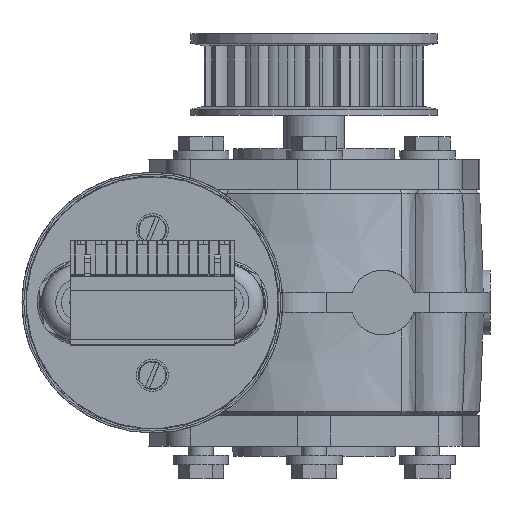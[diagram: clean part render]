
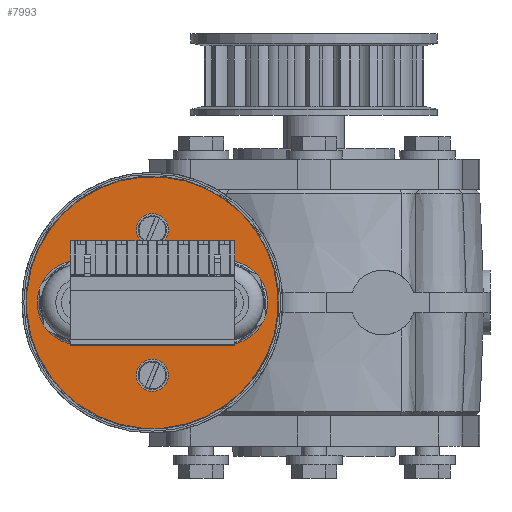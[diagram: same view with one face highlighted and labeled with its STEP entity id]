
A CAD part, left-side view. The second image highlights one B-rep face of the part: STEP entity #7993.
In plain terms, the highlighted planar face has unit normal (-1, 0, 0).
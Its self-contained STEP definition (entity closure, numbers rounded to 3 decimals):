
#6527=PLANE('',#24808);
#7993=ADVANCED_FACE('',(#12078,#12079,#12080,#12081,#12082),#6527,.F.);
#12078=FACE_BOUND('',#12477,.T.);
#12079=FACE_BOUND('',#12478,.T.);
#12080=FACE_BOUND('',#12479,.T.);
#12081=FACE_BOUND('',#12480,.T.);
#12082=FACE_BOUND('',#12481,.T.);
#12477=EDGE_LOOP('',(#13791));
#12478=EDGE_LOOP('',(#13792));
#12479=EDGE_LOOP('',(#13793));
#12480=EDGE_LOOP('',(#13794));
#12481=EDGE_LOOP('',(#13795));
#13791=ORIENTED_EDGE('',*,*,#20358,.F.);
#13792=ORIENTED_EDGE('',*,*,#20359,.F.);
#13793=ORIENTED_EDGE('',*,*,#20357,.T.);
#13794=ORIENTED_EDGE('',*,*,#20356,.T.);
#13795=ORIENTED_EDGE('',*,*,#20360,.T.);
#18699=VERTEX_POINT('',#31858);
#18700=VERTEX_POINT('',#31861);
#18701=VERTEX_POINT('',#31864);
#18702=VERTEX_POINT('',#31866);
#18703=VERTEX_POINT('',#31868);
#20356=EDGE_CURVE('',#18699,#18699,#22803,.T.);
#20357=EDGE_CURVE('',#18700,#18700,#22804,.T.);
#20358=EDGE_CURVE('',#18701,#18701,#22805,.T.);
#20359=EDGE_CURVE('',#18702,#18702,#22806,.T.);
#20360=EDGE_CURVE('',#18703,#18703,#22807,.T.);
#22803=CIRCLE('',#24801,4.);
#22804=CIRCLE('',#24803,4.);
#22805=CIRCLE('',#24805,10.5);
#22806=CIRCLE('',#24806,10.5);
#22807=CIRCLE('',#24807,31.151);
#24801=AXIS2_PLACEMENT_3D('',#31857,#26772,#26773);
#24803=AXIS2_PLACEMENT_3D('',#31860,#26776,#26777);
#24805=AXIS2_PLACEMENT_3D('',#31863,#26780,#26781);
#24806=AXIS2_PLACEMENT_3D('',#31865,#26782,#26783);
#24807=AXIS2_PLACEMENT_3D('',#31867,#26784,#26785);
#24808=AXIS2_PLACEMENT_3D('',#31869,#26786,#26787);
#26772=DIRECTION('',(1.,0.,0.));
#26773=DIRECTION('',(0.,0.,-1.));
#26776=DIRECTION('',(1.,0.,0.));
#26777=DIRECTION('',(0.,0.,1.));
#26780=DIRECTION('',(-1.,0.,0.));
#26781=DIRECTION('',(0.,-0.707,-0.707));
#26782=DIRECTION('',(-1.,0.,0.));
#26783=DIRECTION('',(0.,-0.707,-0.707));
#26784=DIRECTION('',(-1.,0.,0.));
#26785=DIRECTION('',(0.,-0.707,-0.707));
#26786=DIRECTION('',(1.,0.,0.));
#26787=DIRECTION('',(0.,1.,0.));
#31857=CARTESIAN_POINT('',(-230.,40.,-56.));
#31858=CARTESIAN_POINT('',(-230.,40.,-60.));
#31860=CARTESIAN_POINT('',(-230.,40.,-20.));
#31861=CARTESIAN_POINT('',(-230.,40.,-16.));
#31863=CARTESIAN_POINT('',(-230.,58.,-38.));
#31864=CARTESIAN_POINT('',(-230.,50.575,-45.425));
#31865=CARTESIAN_POINT('',(-230.,22.,-38.));
#31866=CARTESIAN_POINT('',(-230.,14.575,-45.425));
#31867=CARTESIAN_POINT('',(-230.,40.,-38.));
#31868=CARTESIAN_POINT('',(-230.,17.973,-60.027));
#31869=CARTESIAN_POINT('',(-230.,40.,-38.));
